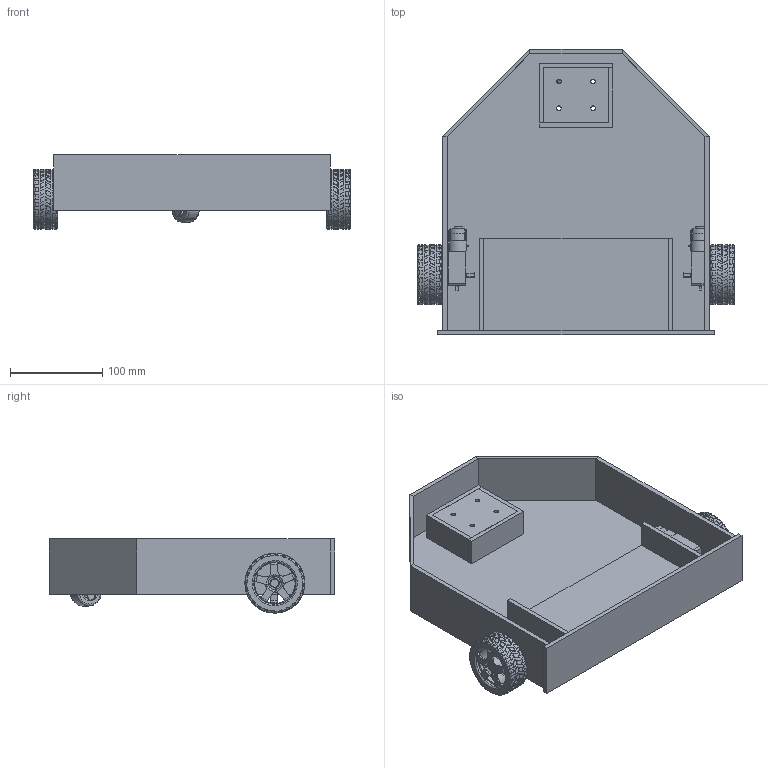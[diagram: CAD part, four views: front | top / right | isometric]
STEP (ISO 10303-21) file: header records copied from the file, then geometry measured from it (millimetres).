
FILE_DESCRIPTION(/* description */ ('STEP AP242','CAx-IF Rec.Pracs.---Representation and Presentation of Product Manufacturing Information (PMI)---4.0---2014-10-13','CAx-IF Rec.Pracs.---3D Tessellated Geometry---0.4---2014-09-14','2;1'),/* implementation_level */ '2;1');
FILE_NAME(/* name */ '67f3f533299ce420296a4f5e',/* time_stamp */ '2025-04-07T15:54:29Z',/* author */ (''),/* organization */ (''),/* preprocessor_version */ 'ST-DEVELOPER v20',/* originating_system */ 'ONSHAPE BY PTC INC, 1.196',/* authorisation */ ' ');
FILE_SCHEMA (('AP242_MANAGED_MODEL_BASED_3D_ENGINEERING_MIM_LF { 1 0 10303 442 1 1 4 }'));
Length unit declared in the file: metre
Products named in the file (23): Assembly 2; Real Wheel; Part 2; Part 1; Part 3; Part 8; Part 6; Part 4; Part 5; Part 7
Assembly tree (34 placements, depth 2):
  Assembly 2
    Real Wheel  x2
    Part 2  x2
    Part 1
    Part 3  x2
    Part 8  x2
    Part 6  x2
    Part 2
    Part 4
    Part 1
    Part 2  x2
    Part 1  x2
    Part 3  x2
    Part 5
    Part 6
    Part 5  x2
    Part 4
    Part 7  x2
    Part 7  x2
    Part 4  x2
    Part 3
    Part 6
    Part 5
Bounding box: 344.18 x 310.03 x 80.5 mm (x, y, z)
Volume: 980007.9 mm3; surface area: 472775.1 mm2
Topology: 34 solids, 36 shells, 1798 faces, 4860 edges, 3263 vertices
Faces by surface type: plane 1165, cylinder 469, torus 132, cone 30, bspline 2
Full cylindrical faces by diameter (mm): 1.5 x4, 2.36 x4, 2.73 x2, 3 x6, 4.16 x2, 5 x8, 5.46 x4, 7 x4, 7.2 x2, 10 x7, 12 x3, 13 x1, 14 x2, 18 x2, 20 x2, 22 x2, 26 x1, 28 x1, 33 x1, 44 x2, 46 x4, 53 x2, 55 x4, 59 x2, 63 x2
Entity records: 32431 total; most frequent: CARTESIAN_POINT 6215, DIRECTION 5303, ORIENTED_EDGE 5076, EDGE_CURVE 2538, AXIS2_PLACEMENT_3D 2000, VERTEX_POINT 1738, LINE 1303, VECTOR 1303
